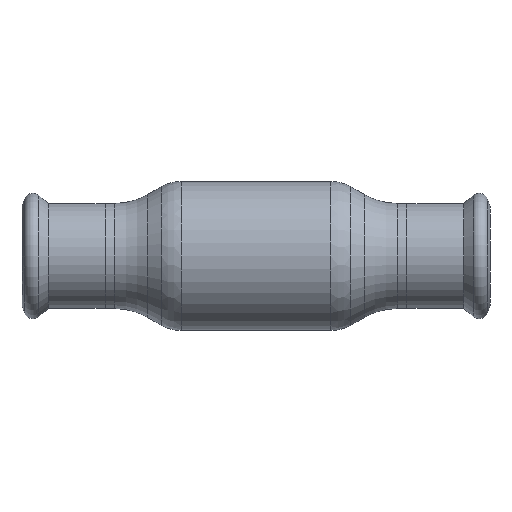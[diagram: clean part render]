
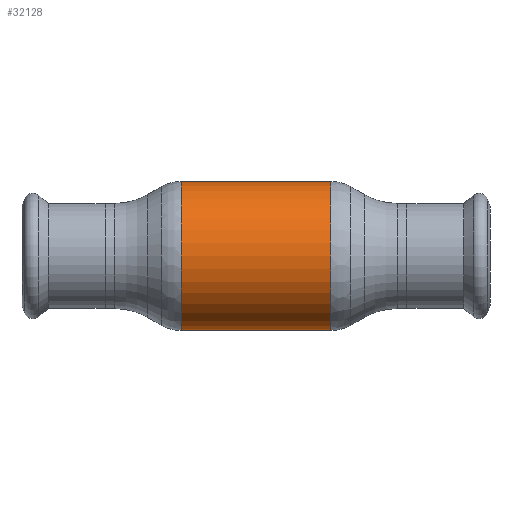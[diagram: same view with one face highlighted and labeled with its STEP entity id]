
A CAD part, front view. The second image highlights one B-rep face of the part: STEP entity #32128.
In plain terms, the highlighted cylindrical face has radius 22.25 mm (diameter 44.5 mm), a partial arc.
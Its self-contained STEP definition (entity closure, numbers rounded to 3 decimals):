
#380 = CARTESIAN_POINT ( 'NONE',  ( -22.285, 0., 22.25 ) ) ;
#1905 = DIRECTION ( 'NONE',  ( 0., 0., 1. ) ) ;
#2238 = ORIENTED_EDGE ( 'NONE', *, *, #48232, .F. ) ;
#3241 = DIRECTION ( 'NONE',  ( -1., 0., 0. ) ) ;
#4814 = CARTESIAN_POINT ( 'NONE',  ( -22.285, 0., -22.25 ) ) ;
#5250 = FACE_OUTER_BOUND ( 'NONE', #36077, .T. ) ;
#7069 = VERTEX_POINT ( 'NONE', #380 ) ;
#7244 = VECTOR ( 'NONE', #52519, 1000. ) ;
#9188 = CIRCLE ( 'NONE', #15921, 22.25 ) ;
#15870 = LINE ( 'NONE', #34216, #7244 ) ;
#15921 = AXIS2_PLACEMENT_3D ( 'NONE', #52733, #16392, #31094 ) ;
#16392 = DIRECTION ( 'NONE',  ( -1., 0., 0. ) ) ;
#18592 = VERTEX_POINT ( 'NONE', #18594 ) ;
#18594 = CARTESIAN_POINT ( 'NONE',  ( 22.285, 0., 22.25 ) ) ;
#19439 = VECTOR ( 'NONE', #24008, 1000. ) ;
#19903 = EDGE_CURVE ( 'NONE', #35433, #7069, #48577, .T. ) ;
#23582 = CYLINDRICAL_SURFACE ( 'NONE', #48904, 22.25 ) ;
#24008 = DIRECTION ( 'NONE',  ( -1., 0., 0. ) ) ;
#24774 = CARTESIAN_POINT ( 'NONE',  ( 22.285, 0., -22.25 ) ) ;
#25352 = DIRECTION ( 'NONE',  ( -1., 0., 0. ) ) ;
#26979 = CARTESIAN_POINT ( 'NONE',  ( -22.285, 0., 0. ) ) ;
#30359 = AXIS2_PLACEMENT_3D ( 'NONE', #26979, #3241, #35703 ) ;
#31094 = DIRECTION ( 'NONE',  ( 0., 0., 1. ) ) ;
#32128 = ADVANCED_FACE ( 'NONE', ( #5250 ), #23582, .T. ) ;
#32697 = ORIENTED_EDGE ( 'NONE', *, *, #39582, .T. ) ;
#34216 = CARTESIAN_POINT ( 'NONE',  ( -62.69, 0., 22.25 ) ) ;
#35433 = VERTEX_POINT ( 'NONE', #4814 ) ;
#35703 = DIRECTION ( 'NONE',  ( 0., 0., 1. ) ) ;
#36077 = EDGE_LOOP ( 'NONE', ( #2238, #47343, #32697, #37884 ) ) ;
#37566 = LINE ( 'NONE', #55284, #19439 ) ;
#37884 = ORIENTED_EDGE ( 'NONE', *, *, #19903, .F. ) ;
#39582 = EDGE_CURVE ( 'NONE', #18592, #7069, #15870, .T. ) ;
#39877 = EDGE_CURVE ( 'NONE', #57680, #18592, #9188, .T. ) ;
#47343 = ORIENTED_EDGE ( 'NONE', *, *, #39877, .T. ) ;
#48232 = EDGE_CURVE ( 'NONE', #57680, #35433, #37566, .T. ) ;
#48577 = CIRCLE ( 'NONE', #30359, 22.25 ) ;
#48904 = AXIS2_PLACEMENT_3D ( 'NONE', #52408, #25352, #1905 ) ;
#52408 = CARTESIAN_POINT ( 'NONE',  ( -62.69, 0., 0. ) ) ;
#52519 = DIRECTION ( 'NONE',  ( -1., 0., 0. ) ) ;
#52733 = CARTESIAN_POINT ( 'NONE',  ( 22.285, 0., 0. ) ) ;
#55284 = CARTESIAN_POINT ( 'NONE',  ( -62.69, 0., -22.25 ) ) ;
#57680 = VERTEX_POINT ( 'NONE', #24774 ) ;
